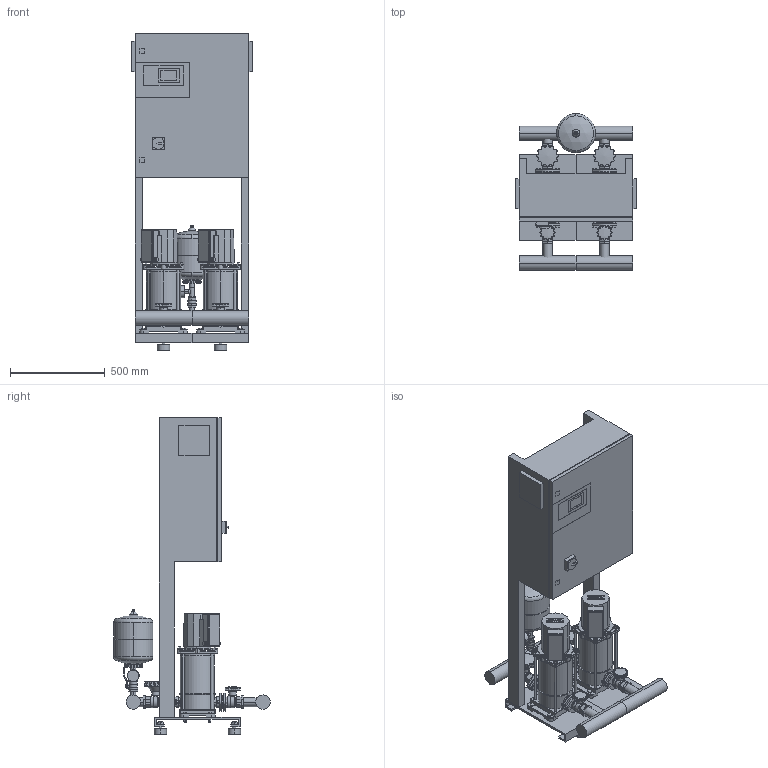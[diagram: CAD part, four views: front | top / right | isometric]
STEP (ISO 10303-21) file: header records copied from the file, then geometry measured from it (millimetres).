
FILE_DESCRIPTION((''),'2;1');
FILE_NAME('3d_COR-2 MVIS 805-2524500.stp','2009-03-26T12:55:38',(''),(''),'Mechanical Desktop 2008','Mechanical Desktop 2008',', , ');
FILE_SCHEMA(('CONFIG_CONTROL_DESIGN'));
Length unit declared in the file: millimetre
Products named in the file (1): 3D_COR-2 MVIS 805-2524500
Bounding box: 640 x 825.05 x 1670 mm (x, y, z)
Volume: 175133216.1 mm3; surface area: 6104945.8 mm2
Topology: 88 solids, 88 shells, 2255 faces, 5359 edges, 3386 vertices
Faces by surface type: plane 985, cylinder 656, bspline 382, torus 104, cone 92, sphere 36
Entity records: 70526 total; most frequent: CARTESIAN_POINT 18767, DIRECTION 10639, ORIENTED_EDGE 10622, EDGE_CURVE 5311, AXIS2_PLACEMENT_3D 3714, VERTEX_POINT 3386, VECTOR 3211, LINE 3211
